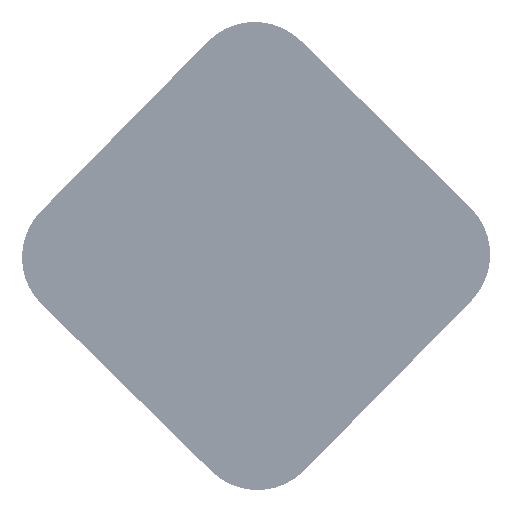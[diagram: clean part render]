
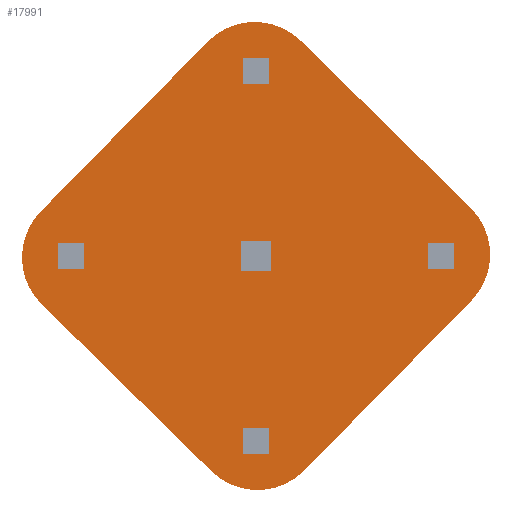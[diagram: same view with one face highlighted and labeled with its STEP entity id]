
A CAD part, front view. The second image highlights one B-rep face of the part: STEP entity #17991.
In plain terms, the highlighted face is planar.
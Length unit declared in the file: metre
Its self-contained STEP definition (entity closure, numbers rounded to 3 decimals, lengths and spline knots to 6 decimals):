
#1221 = DIRECTION ( 'NONE',  ( 0.713, -0.701, 0. ) ) ;
#4442 = EDGE_CURVE ( 'NONE', #10026, #58745, #37089, .T. ) ;
#7299 = CIRCLE ( 'NONE', #82073, 1.5 ) ;
#8211 = CIRCLE ( 'NONE', #41845, 1.5 ) ;
#9492 = ORIENTED_EDGE ( 'NONE', *, *, #4442, .T. ) ;
#10026 = VERTEX_POINT ( 'NONE', #19749 ) ;
#10465 = DIRECTION ( 'NONE',  ( -0.713, 0.701, 0. ) ) ;
#13474 = ORIENTED_EDGE ( 'NONE', *, *, #16972, .F. ) ;
#13494 = DIRECTION ( 'NONE',  ( -0.701, -0.713, 0. ) ) ;
#16972 = EDGE_CURVE ( 'NONE', #51130, #27342, #78472, .T. ) ;
#17991 = ADVANCED_FACE ( 'NONE', ( #58740 ), #19331, .F. ) ;
#18621 = ORIENTED_EDGE ( 'NONE', *, *, #58074, .T. ) ;
#19331 = PLANE ( 'NONE',  #45754 ) ;
#19749 = CARTESIAN_POINT ( 'NONE',  ( -4.91549, 1.020569, 0. ) ) ;
#21734 = LINE ( 'NONE', #59375, #73536 ) ;
#21907 = DIRECTION ( 'NONE',  ( 0., 0., 1. ) ) ;
#22494 = CARTESIAN_POINT ( 'NONE',  ( 0.031397, -3.846207, 0. ) ) ;
#23970 = AXIS2_PLACEMENT_3D ( 'NONE', #22494, #71746, #29570 ) ;
#25153 = VECTOR ( 'NONE', #1221, 1. ) ;
#25698 = DIRECTION ( 'NONE',  ( 0., 0., 1. ) ) ;
#26380 = CARTESIAN_POINT ( 'NONE',  ( -3.846207, -0.031397, 0. ) ) ;
#27342 = VERTEX_POINT ( 'NONE', #40406 ) ;
#29570 = DIRECTION ( 'NONE',  ( 1., 0., 0. ) ) ;
#30592 = CARTESIAN_POINT ( 'NONE',  ( 1.020569, 4.91549, 0. ) ) ;
#31936 = CIRCLE ( 'NONE', #23970, 1.5 ) ;
#32125 = AXIS2_PLACEMENT_3D ( 'NONE', #36747, #85965, #43821 ) ;
#32654 = DIRECTION ( 'NONE',  ( 0., 0., 1. ) ) ;
#33471 = DIRECTION ( 'NONE',  ( 0., 0., 1. ) ) ;
#35415 = EDGE_CURVE ( 'NONE', #10026, #47503, #8211, .T. ) ;
#36747 = CARTESIAN_POINT ( 'NONE',  ( 3.846207, 0.031397, 0. ) ) ;
#37089 = LINE ( 'NONE', #62703, #59284 ) ;
#40406 = CARTESIAN_POINT ( 'NONE',  ( 4.898174, 1.10068, 0. ) ) ;
#40875 = LINE ( 'NONE', #41488, #73909 ) ;
#41380 = AXIS2_PLACEMENT_3D ( 'NONE', #67846, #25698, #74967 ) ;
#41488 = CARTESIAN_POINT ( 'NONE',  ( 4.91549, -1.020569, 0. ) ) ;
#41697 = CIRCLE ( 'NONE', #41380, 1.5 ) ;
#41781 = CARTESIAN_POINT ( 'NONE',  ( -4.898174, -1.10068, 0. ) ) ;
#41845 = AXIS2_PLACEMENT_3D ( 'NONE', #64106, #21907, #71152 ) ;
#42126 = ORIENTED_EDGE ( 'NONE', *, *, #62760, .T. ) ;
#42853 = CARTESIAN_POINT ( 'NONE',  ( -5.346207, -0.031397, 0. ) ) ;
#43017 = CARTESIAN_POINT ( 'NONE',  ( 1.10068, -4.898174, 0. ) ) ;
#43821 = DIRECTION ( 'NONE',  ( 1., 0., 0. ) ) ;
#45754 = AXIS2_PLACEMENT_3D ( 'NONE', #26380, #33471, #82707 ) ;
#47503 = VERTEX_POINT ( 'NONE', #42853 ) ;
#51130 = VERTEX_POINT ( 'NONE', #89091 ) ;
#53553 = ORIENTED_EDGE ( 'NONE', *, *, #65590, .F. ) ;
#57498 = CARTESIAN_POINT ( 'NONE',  ( 1.020569, 4.91549, 0. ) ) ;
#58074 = EDGE_CURVE ( 'NONE', #51130, #73531, #40875, .T. ) ;
#58099 = VERTEX_POINT ( 'NONE', #41781 ) ;
#58740 = FACE_OUTER_BOUND ( 'NONE', #85869, .T. ) ;
#58745 = VERTEX_POINT ( 'NONE', #85958 ) ;
#59249 = EDGE_CURVE ( 'NONE', #70381, #73531, #31936, .T. ) ;
#59284 = VECTOR ( 'NONE', #87984, 1. ) ;
#59375 = CARTESIAN_POINT ( 'NONE',  ( -1.020569, -4.91549, 0. ) ) ;
#62703 = CARTESIAN_POINT ( 'NONE',  ( -4.91549, 1.020569, 0. ) ) ;
#62760 = EDGE_CURVE ( 'NONE', #84324, #27342, #81310, .T. ) ;
#64106 = CARTESIAN_POINT ( 'NONE',  ( -3.846207, -0.031397, 0. ) ) ;
#65590 = EDGE_CURVE ( 'NONE', #47503, #58099, #41697, .T. ) ;
#67846 = CARTESIAN_POINT ( 'NONE',  ( -3.846207, -0.031397, 0. ) ) ;
#70381 = VERTEX_POINT ( 'NONE', #84478 ) ;
#70789 = ORIENTED_EDGE ( 'NONE', *, *, #89688, .T. ) ;
#71152 = DIRECTION ( 'NONE',  ( 1., 0., 0. ) ) ;
#71746 = DIRECTION ( 'NONE',  ( 0., 0., 1. ) ) ;
#73531 = VERTEX_POINT ( 'NONE', #43017 ) ;
#73536 = VECTOR ( 'NONE', #10465, 1. ) ;
#73909 = VECTOR ( 'NONE', #13494, 1. ) ;
#74838 = CARTESIAN_POINT ( 'NONE',  ( -0.031397, 3.846207, 0. ) ) ;
#74967 = DIRECTION ( 'NONE',  ( 1., 0., 0. ) ) ;
#77676 = ORIENTED_EDGE ( 'NONE', *, *, #35415, .F. ) ;
#78134 = EDGE_CURVE ( 'NONE', #84324, #58745, #7299, .T. ) ;
#78472 = CIRCLE ( 'NONE', #32125, 1.5 ) ;
#81310 = LINE ( 'NONE', #57498, #25153 ) ;
#81891 = DIRECTION ( 'NONE',  ( 1., 0., 0. ) ) ;
#81984 = ORIENTED_EDGE ( 'NONE', *, *, #59249, .F. ) ;
#82073 = AXIS2_PLACEMENT_3D ( 'NONE', #74838, #32654, #81891 ) ;
#82707 = DIRECTION ( 'NONE',  ( 1., 0., 0. ) ) ;
#84324 = VERTEX_POINT ( 'NONE', #30592 ) ;
#84478 = CARTESIAN_POINT ( 'NONE',  ( -1.020569, -4.91549, 0. ) ) ;
#85869 = EDGE_LOOP ( 'NONE', ( #77676, #9492, #87546, #42126, #13474, #18621, #81984, #70789, #53553 ) ) ;
#85958 = CARTESIAN_POINT ( 'NONE',  ( -1.10068, 4.898174, 0. ) ) ;
#85965 = DIRECTION ( 'NONE',  ( 0., 0., 1. ) ) ;
#87546 = ORIENTED_EDGE ( 'NONE', *, *, #78134, .F. ) ;
#87984 = DIRECTION ( 'NONE',  ( 0.701, 0.713, 0. ) ) ;
#89091 = CARTESIAN_POINT ( 'NONE',  ( 4.91549, -1.020569, 0. ) ) ;
#89688 = EDGE_CURVE ( 'NONE', #70381, #58099, #21734, .T. ) ;
